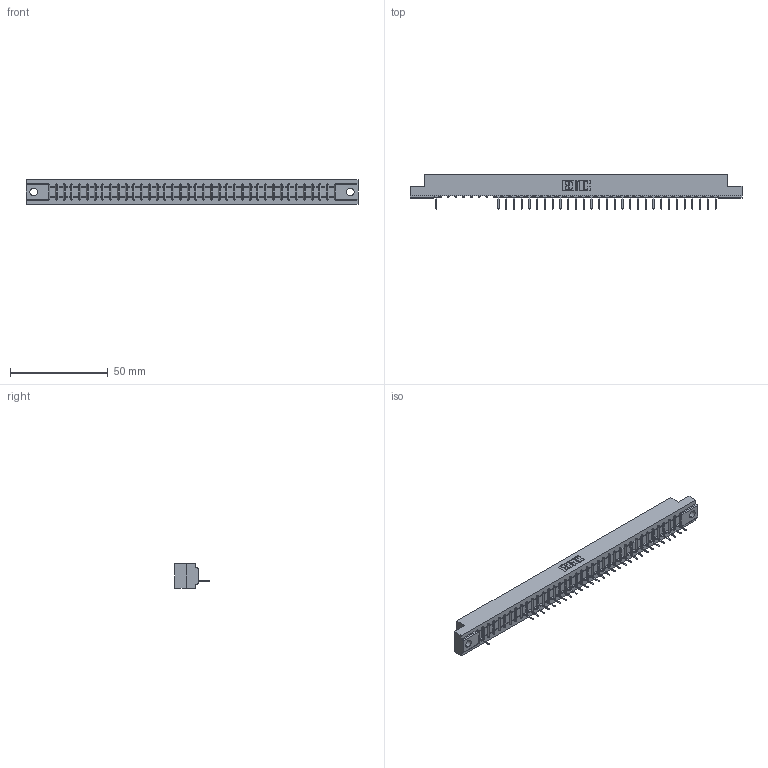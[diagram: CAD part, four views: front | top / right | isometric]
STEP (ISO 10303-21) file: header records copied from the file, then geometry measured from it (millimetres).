
FILE_DESCRIPTION (( 'STEP AP203' ), '1' );
FILE_NAME ('307-037-531-104.STEP', '2018-08-05T09:38:28', ( '' ), ( '' ), 'SwSTEP 2.0', 'SolidWorks 2016', '' );
FILE_SCHEMA (( 'CONFIG_CONTROL_DESIGN' ));
Length unit declared in the file: inch
Products named in the file (3): 307 Part_.156 Dia Mounting Holes; 307-290-001_531; 307-037-531-104
Assembly tree (31 placements, depth 2):
  307-037-531-104
    307 Part_.156 Dia Mounting Holes
    307-290-001_531  x30
Bounding box: 169.62 x 17.42 x 12.7 mm (x, y, z)
Volume: 17317.8 mm3; surface area: 17088.1 mm2
Topology: 31 solids, 31 shells, 1990 faces, 5667 edges, 3634 vertices
Faces by surface type: plane 1278, cylinder 636, sphere 76
Entity records: 32498 total; most frequent: CARTESIAN_POINT 5507, ORIENTED_EDGE 5498, DIRECTION 5343, EDGE_CURVE 2749, LINE 2115, VECTOR 2115, VERTEX_POINT 1778, AXIS2_PLACEMENT_3D 1614
